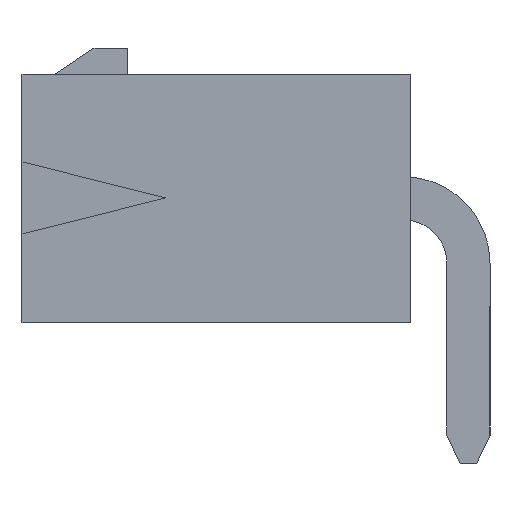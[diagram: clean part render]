
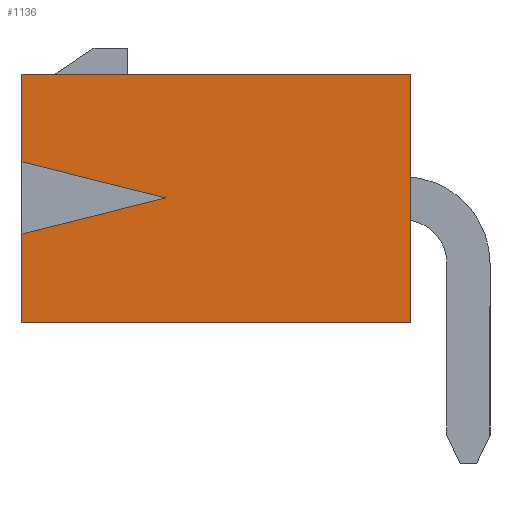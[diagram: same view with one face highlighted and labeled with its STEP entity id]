
A CAD part, left-side view. The second image highlights one B-rep face of the part: STEP entity #1136.
In plain terms, the highlighted planar face has unit normal (-1, 0, 0).
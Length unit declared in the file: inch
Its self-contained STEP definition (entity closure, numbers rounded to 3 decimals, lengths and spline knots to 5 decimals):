
#73 = EDGE_CURVE ( 'NONE', #864, #268, #2376, .T. ) ;
#261 = VERTEX_POINT ( 'NONE', #2661 ) ;
#265 = EDGE_CURVE ( 'NONE', #261, #716, #2714, .T. ) ;
#268 = VERTEX_POINT ( 'NONE', #2711 ) ;
#701 = EDGE_CURVE ( 'NONE', #717, #716, #3460, .T. ) ;
#716 = VERTEX_POINT ( 'NONE', #3403 ) ;
#717 = VERTEX_POINT ( 'NONE', #3454 ) ;
#809 = EDGE_CURVE ( 'NONE', #814, #864, #3635, .T. ) ;
#814 = VERTEX_POINT ( 'NONE', #3625 ) ;
#864 = VERTEX_POINT ( 'NONE', #3682 ) ;
#1123 = EDGE_CURVE ( 'NONE', #1196, #261, #4119, .T. ) ;
#1130 = ORIENTED_EDGE ( 'NONE', *, *, #701, .T. ) ;
#1134 = EDGE_LOOP ( 'NONE', ( #1138, #1198, #1141, #1197, #1130, #1201, #1200 ) ) ;
#1136 = ADVANCED_FACE ( 'NONE', ( #4113 ), #4114, .T. ) ;
#1138 = ORIENTED_EDGE ( 'NONE', *, *, #1140, .F. ) ;
#1140 = EDGE_CURVE ( 'NONE', #268, #1196, #4105, .T. ) ;
#1141 = ORIENTED_EDGE ( 'NONE', *, *, #809, .F. ) ;
#1196 = VERTEX_POINT ( 'NONE', #4198 ) ;
#1197 = ORIENTED_EDGE ( 'NONE', *, *, #1199, .T. ) ;
#1198 = ORIENTED_EDGE ( 'NONE', *, *, #73, .F. ) ;
#1199 = EDGE_CURVE ( 'NONE', #814, #717, #4219, .T. ) ;
#1200 = ORIENTED_EDGE ( 'NONE', *, *, #1123, .F. ) ;
#1201 = ORIENTED_EDGE ( 'NONE', *, *, #265, .F. ) ;
#2376 = LINE ( 'NONE', #2423, #2437 ) ;
#2423 = CARTESIAN_POINT ( 'NONE',  ( -0.57125, 0.38, -0.1295 ) ) ;
#2436 = DIRECTION ( 'NONE',  ( 0., 0., 1. ) ) ;
#2437 = VECTOR ( 'NONE', #2436, 39.37008 ) ;
#2661 = CARTESIAN_POINT ( 'NONE',  ( -0.57125, 0.38, 0.038 ) ) ;
#2703 = DIRECTION ( 'NONE',  ( 0., 0., 1. ) ) ;
#2704 = VECTOR ( 'NONE', #2703, 39.37008 ) ;
#2711 = CARTESIAN_POINT ( 'NONE',  ( -0.57125, 0.38, -0.037 ) ) ;
#2713 = CARTESIAN_POINT ( 'NONE',  ( -0.57125, 0.38, -0.1295 ) ) ;
#2714 = LINE ( 'NONE', #2713, #2704 ) ;
#3403 = CARTESIAN_POINT ( 'NONE',  ( -0.57125, 0.38, 0.1295 ) ) ;
#3454 = CARTESIAN_POINT ( 'NONE',  ( -0.57125, -0.025, 0.1295 ) ) ;
#3457 = DIRECTION ( 'NONE',  ( 0., 1., 0. ) ) ;
#3458 = VECTOR ( 'NONE', #3457, 39.37008 ) ;
#3459 = CARTESIAN_POINT ( 'NONE',  ( -0.57125, -0.025, 0.1295 ) ) ;
#3460 = LINE ( 'NONE', #3459, #3458 ) ;
#3625 = CARTESIAN_POINT ( 'NONE',  ( -0.57125, -0.025, -0.1295 ) ) ;
#3631 = DIRECTION ( 'NONE',  ( 0., 1., 0. ) ) ;
#3632 = VECTOR ( 'NONE', #3631, 39.37008 ) ;
#3633 = CARTESIAN_POINT ( 'NONE',  ( -0.57125, -0.025, -0.1295 ) ) ;
#3635 = LINE ( 'NONE', #3633, #3632 ) ;
#3682 = CARTESIAN_POINT ( 'NONE',  ( -0.57125, 0.38, -0.1295 ) ) ;
#4096 = DIRECTION ( 'NONE',  ( 0., 0., 1. ) ) ;
#4097 = DIRECTION ( 'NONE',  ( -1., 0., 0. ) ) ;
#4101 = CARTESIAN_POINT ( 'NONE',  ( -0.57125, -0.025, -0.1295 ) ) ;
#4105 = LINE ( 'NONE', #4155, #4154 ) ;
#4108 = AXIS2_PLACEMENT_3D ( 'NONE', #4101, #4097, #4096 ) ;
#4109 = DIRECTION ( 'NONE',  ( 0., 0.97, 0.243 ) ) ;
#4110 = VECTOR ( 'NONE', #4109, 39.37008 ) ;
#4111 = CARTESIAN_POINT ( 'NONE',  ( -0.57125, 0.38, 0.038 ) ) ;
#4113 = FACE_OUTER_BOUND ( 'NONE', #1134, .T. ) ;
#4114 = PLANE ( 'NONE',  #4108 ) ;
#4119 = LINE ( 'NONE', #4111, #4110 ) ;
#4153 = DIRECTION ( 'NONE',  ( 0., -0.97, 0.243 ) ) ;
#4154 = VECTOR ( 'NONE', #4153, 39.37008 ) ;
#4155 = CARTESIAN_POINT ( 'NONE',  ( -0.57125, 0.23, 0.0005 ) ) ;
#4192 = DIRECTION ( 'NONE',  ( 0., 0., 1. ) ) ;
#4193 = VECTOR ( 'NONE', #4192, 39.37008 ) ;
#4198 = CARTESIAN_POINT ( 'NONE',  ( -0.57125, 0.23, 0.0005 ) ) ;
#4218 = CARTESIAN_POINT ( 'NONE',  ( -0.57125, -0.025, -0.1295 ) ) ;
#4219 = LINE ( 'NONE', #4218, #4193 ) ;
